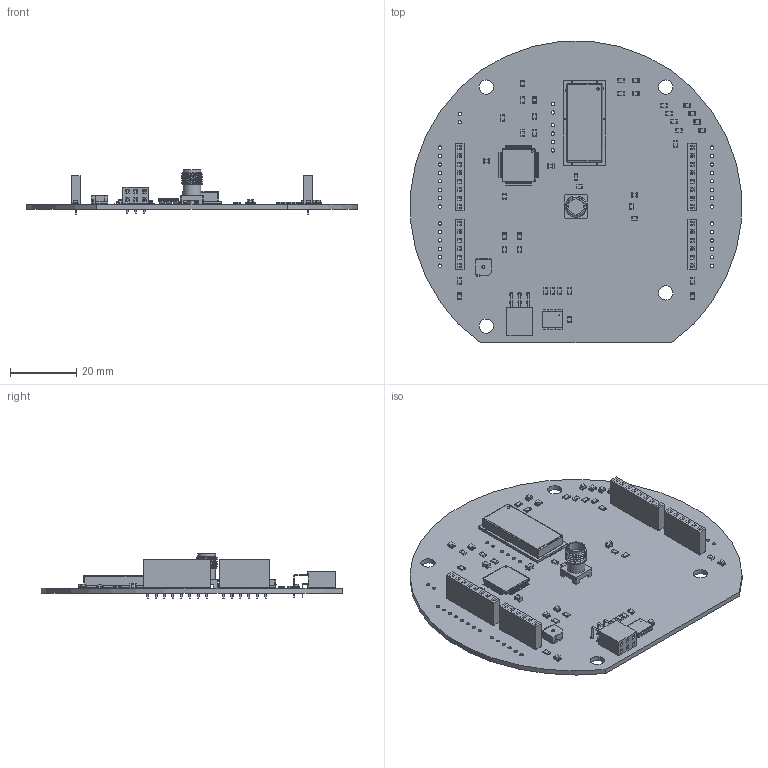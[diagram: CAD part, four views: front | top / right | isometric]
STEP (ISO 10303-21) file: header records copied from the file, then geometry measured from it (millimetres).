
FILE_DESCRIPTION(/* description */ ('KiCad electronic assembly'),/* implementation_level */ '2;1');
FILE_NAME(/* name */ 'Onboard_PCB.step',/* time_stamp */ '2025-08-31T17:48:50+02:00',/* author */ (''),/* organization */ (''),/* preprocessor_version */ 'ST-DEVELOPER v20.1',/* originating_system */ 'Autodesk Translation Framework v14.10.0.0',/* authorisation */ '');
FILE_SCHEMA (('AUTOMOTIVE_DESIGN { 1 0 10303 214 3 1 1 }'));
Products named in the file (13): TelemetryOnboard 1; PinSocket_2x03_P2.54mm_Horizontal; RGB LED PLCC6_CLP6C-FKB_CRW; TQFP-64_10x10mm_P0.5mm; Buzzer CMT-0525-75-SMT-TR; SMD Connetor CONSMA001-SMD-G-T; Radiocrafts RC1780HP-RC232; TelemetryOnboard_PCB; PinSocket_1x08_P2.54mm_Vertical; PinSocket_1x06_P2.54mm_Vertical; C_0805_2012Metric; LED_0805_2012Metric; R_0805_2012Metric
Assembly tree (52 placements, depth 2):
  TelemetryOnboard 1
    C_0805_2012Metric  x5
    R_0805_2012Metric  x23
    PinSocket_2x03_P2.54mm_Horizontal
    LED_0805_2012Metric  x13
    PinSocket_1x08_P2.54mm_Vertical  x2
    RGB LED PLCC6_CLP6C-FKB_CRW
    TQFP-64_10x10mm_P0.5mm
    PinSocket_1x06_P2.54mm_Vertical  x2
    Buzzer CMT-0525-75-SMT-TR
    SMD Connetor CONSMA001-SMD-G-T
    Radiocrafts RC1780HP-RC232
    TelemetryOnboard_PCB
Bounding box: 99.62 x 90.81 x 13.4 mm (x, y, z)
Volume: 13779.3 mm3; surface area: 21681.1 mm2
Topology: 102 solids, 102 shells, 4180 faces, 10753 edges, 6902 vertices
Faces by surface type: plane 3337, cylinder 796, sphere 24, bspline 12, torus 9, cone 2
Full cylindrical faces by diameter (mm): 0.255 x1, 0.8 x5, 0.9 x1, 1 x70, 1.27 x1, 4.3 x4, 4.572 x1, 5.385 x2, 6.35 x3
Entity records: 81382 total; most frequent: CARTESIAN_POINT 17503, ORIENTED_EDGE 12720, DIRECTION 12384, EDGE_CURVE 6360, LINE 5394, VECTOR 5394, VERTEX_POINT 4062, AXIS2_PLACEMENT_3D 3495
